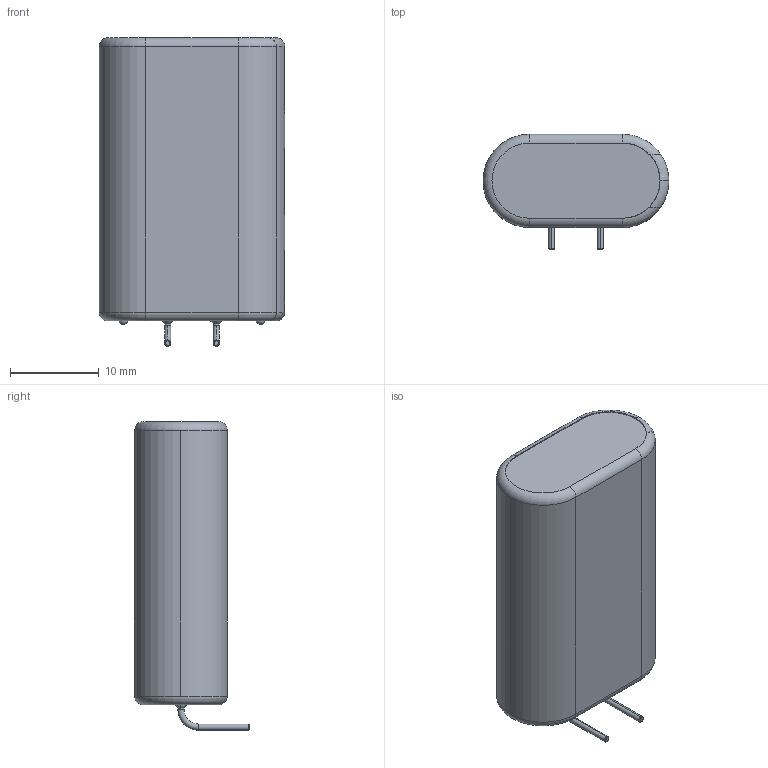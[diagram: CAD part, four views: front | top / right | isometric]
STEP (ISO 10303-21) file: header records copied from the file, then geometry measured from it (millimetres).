
FILE_DESCRIPTION (( 'STEP AP214' ), '1' );
FILE_NAME ('SuperCap_D10.5x21x32 WEC6R0505QG I_hor.STEP', '2024-03-09T10:01:36', ( 'Elessar' ), ( '' ), 'SwSTEP 2.0', 'SolidWorks 2018', '' );
FILE_SCHEMA (( 'AUTOMOTIVE_DESIGN' ));
Length unit declared in the file: millimetre
Products named in the file (1): SuperCap_D10.5x21x32 WEC6R0505QG I_hor
Bounding box: 21 x 13 x 34.85 mm (x, y, z)
Volume: 6255.4 mm3; surface area: 2126 mm2
Topology: 1 solids, 1 shells, 64 faces, 151 edges, 90 vertices
Faces by surface type: cylinder 26, torus 16, plane 10, cone 8, sphere 4
Entity records: 2330 total; most frequent: DIRECTION 353, CARTESIAN_POINT 340, ORIENTED_EDGE 286, AXIS2_PLACEMENT_3D 151, EDGE_CURVE 143, CIRCLE 86, VERTEX_POINT 86, EDGE_LOOP 69
